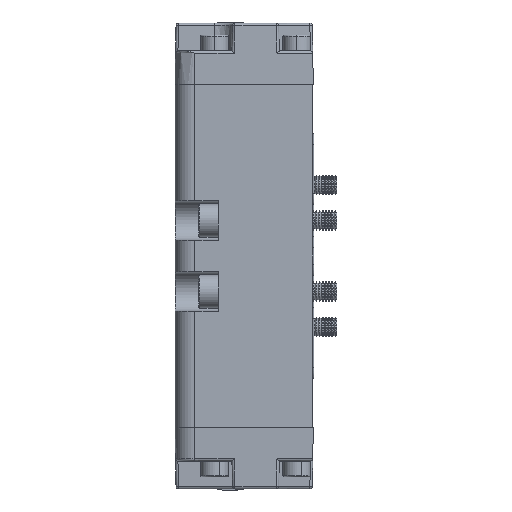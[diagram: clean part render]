
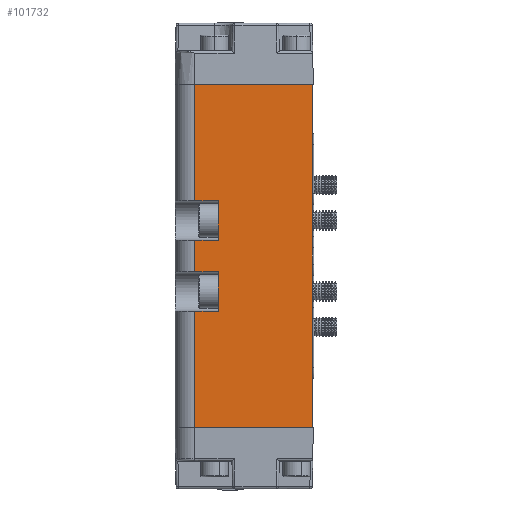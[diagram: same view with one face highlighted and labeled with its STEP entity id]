
A CAD part, left-side view. The second image highlights one B-rep face of the part: STEP entity #101732.
In plain terms, the highlighted planar face has unit normal (-1, 0, 0).
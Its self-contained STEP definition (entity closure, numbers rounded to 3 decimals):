
#1898 = EDGE_CURVE ( 'NONE', #34418, #79542, #35251, .T. ) ;
#2140 = EDGE_CURVE ( 'NONE', #29779, #34418, #10341, .T. ) ;
#3834 = CARTESIAN_POINT ( 'NONE',  ( 0., 29.7, 39.4 ) ) ;
#4174 = ORIENTED_EDGE ( 'NONE', *, *, #2140, .T. ) ;
#8318 = CARTESIAN_POINT ( 'NONE',  ( 0., 0., 86.8 ) ) ;
#8843 = EDGE_CURVE ( 'NONE', #82865, #98057, #75550, .T. ) ;
#9548 = EDGE_CURVE ( 'NONE', #32863, #82865, #77809, .T. ) ;
#10341 = LINE ( 'NONE', #34342, #52436 ) ;
#10679 = CARTESIAN_POINT ( 'NONE',  ( 0., 0., 57.4 ) ) ;
#11388 = ORIENTED_EDGE ( 'NONE', *, *, #9548, .F. ) ;
#13345 = CARTESIAN_POINT ( 'NONE',  ( 0., 0., 86.8 ) ) ;
#14588 = EDGE_CURVE ( 'NONE', #14777, #98057, #42117, .T. ) ;
#14777 = VERTEX_POINT ( 'NONE', #98907 ) ;
#14874 = VERTEX_POINT ( 'NONE', #92221 ) ;
#18715 = DIRECTION ( 'NONE',  ( 0., -1., 0. ) ) ;
#18839 = VECTOR ( 'NONE', #80901, 1000. ) ;
#19088 = ORIENTED_EDGE ( 'NONE', *, *, #1898, .T. ) ;
#19785 = CARTESIAN_POINT ( 'NONE',  ( 0., 29.7, 47.4 ) ) ;
#20118 = DIRECTION ( 'NONE',  ( 0., -1., 0. ) ) ;
#21066 = CARTESIAN_POINT ( 'NONE',  ( 0., 0., 86.8 ) ) ;
#21099 = VECTOR ( 'NONE', #24879, 1000. ) ;
#21363 = DIRECTION ( 'NONE',  ( 1., 0., 0. ) ) ;
#23921 = CARTESIAN_POINT ( 'NONE',  ( 0., 23.7, 86.8 ) ) ;
#24293 = CARTESIAN_POINT ( 'NONE',  ( 0., 0., 0. ) ) ;
#24879 = DIRECTION ( 'NONE',  ( 0., -1., 0. ) ) ;
#25963 = DIRECTION ( 'NONE',  ( 0., 1., 0. ) ) ;
#26478 = ORIENTED_EDGE ( 'NONE', *, *, #72830, .T. ) ;
#28589 = VECTOR ( 'NONE', #18715, 1000. ) ;
#29779 = VERTEX_POINT ( 'NONE', #19785 ) ;
#30947 = CARTESIAN_POINT ( 'NONE',  ( 0., 0., 0. ) ) ;
#31117 = VECTOR ( 'NONE', #64771, 1000. ) ;
#31279 = CARTESIAN_POINT ( 'NONE',  ( 0., 23.7, 39.4 ) ) ;
#32503 = LINE ( 'NONE', #56330, #72006 ) ;
#32747 = FACE_OUTER_BOUND ( 'NONE', #100439, .T. ) ;
#32863 = VERTEX_POINT ( 'NONE', #86399 ) ;
#33650 = CARTESIAN_POINT ( 'NONE',  ( 0., 0., 29.4 ) ) ;
#34015 = DIRECTION ( 'NONE',  ( 0., 0., -1. ) ) ;
#34342 = CARTESIAN_POINT ( 'NONE',  ( 0., 29.7, 86.8 ) ) ;
#34418 = VERTEX_POINT ( 'NONE', #3834 ) ;
#35251 = LINE ( 'NONE', #61878, #51267 ) ;
#36687 = DIRECTION ( 'NONE',  ( 0., 0., -1. ) ) ;
#39864 = LINE ( 'NONE', #33650, #18839 ) ;
#41003 = VERTEX_POINT ( 'NONE', #66361 ) ;
#41490 = CARTESIAN_POINT ( 'NONE',  ( 0., 0., 47.4 ) ) ;
#42117 = LINE ( 'NONE', #24293, #21099 ) ;
#44413 = EDGE_CURVE ( 'NONE', #51038, #29779, #93271, .T. ) ;
#46340 = VERTEX_POINT ( 'NONE', #67429 ) ;
#49722 = EDGE_CURVE ( 'NONE', #51038, #52875, #71563, .T. ) ;
#50577 = VECTOR ( 'NONE', #67426, 1000. ) ;
#51038 = VERTEX_POINT ( 'NONE', #79814 ) ;
#51267 = VECTOR ( 'NONE', #62003, 1000. ) ;
#52436 = VECTOR ( 'NONE', #34015, 1000. ) ;
#52571 = ORIENTED_EDGE ( 'NONE', *, *, #44413, .T. ) ;
#52875 = VERTEX_POINT ( 'NONE', #81227 ) ;
#53271 = ORIENTED_EDGE ( 'NONE', *, *, #58992, .T. ) ;
#55361 = EDGE_CURVE ( 'NONE', #46340, #14777, #32503, .T. ) ;
#56330 = CARTESIAN_POINT ( 'NONE',  ( 0., 29.7, 86.8 ) ) ;
#56849 = VECTOR ( 'NONE', #20118, 1000. ) ;
#57568 = ORIENTED_EDGE ( 'NONE', *, *, #49722, .F. ) ;
#58992 = EDGE_CURVE ( 'NONE', #14874, #52875, #91485, .T. ) ;
#59552 = LINE ( 'NONE', #23921, #80505 ) ;
#59774 = ORIENTED_EDGE ( 'NONE', *, *, #8843, .F. ) ;
#60729 = PLANE ( 'NONE',  #66515 ) ;
#61878 = CARTESIAN_POINT ( 'NONE',  ( 0., 0., 39.4 ) ) ;
#62003 = DIRECTION ( 'NONE',  ( 0., -1., 0. ) ) ;
#62224 = ORIENTED_EDGE ( 'NONE', *, *, #14588, .T. ) ;
#64771 = DIRECTION ( 'NONE',  ( 0., 0., -1. ) ) ;
#65681 = CARTESIAN_POINT ( 'NONE',  ( 0., 0., 86.8 ) ) ;
#66228 = LINE ( 'NONE', #91838, #84667 ) ;
#66361 = CARTESIAN_POINT ( 'NONE',  ( 0., 23.7, 29.4 ) ) ;
#66515 = AXIS2_PLACEMENT_3D ( 'NONE', #13345, #21363, #76572 ) ;
#67426 = DIRECTION ( 'NONE',  ( 0., 0., 1. ) ) ;
#67429 = CARTESIAN_POINT ( 'NONE',  ( 0., 29.7, 29.4 ) ) ;
#69892 = VECTOR ( 'NONE', #25963, 1000. ) ;
#71563 = LINE ( 'NONE', #90857, #50577 ) ;
#72006 = VECTOR ( 'NONE', #95601, 1000. ) ;
#72186 = ORIENTED_EDGE ( 'NONE', *, *, #83367, .F. ) ;
#72830 = EDGE_CURVE ( 'NONE', #41003, #46340, #39864, .T. ) ;
#75550 = LINE ( 'NONE', #65681, #31117 ) ;
#76572 = DIRECTION ( 'NONE',  ( 0., 0., -1. ) ) ;
#77809 = LINE ( 'NONE', #21066, #56849 ) ;
#79087 = DIRECTION ( 'NONE',  ( 0., 0., 1. ) ) ;
#79542 = VERTEX_POINT ( 'NONE', #31279 ) ;
#79814 = CARTESIAN_POINT ( 'NONE',  ( 0., 23.7, 47.4 ) ) ;
#80505 = VECTOR ( 'NONE', #79087, 1000. ) ;
#80901 = DIRECTION ( 'NONE',  ( 0., 1., 0. ) ) ;
#81227 = CARTESIAN_POINT ( 'NONE',  ( 0., 23.7, 57.4 ) ) ;
#82865 = VERTEX_POINT ( 'NONE', #8318 ) ;
#83367 = EDGE_CURVE ( 'NONE', #41003, #79542, #59552, .T. ) ;
#84403 = ORIENTED_EDGE ( 'NONE', *, *, #55361, .T. ) ;
#84667 = VECTOR ( 'NONE', #36687, 1000. ) ;
#86399 = CARTESIAN_POINT ( 'NONE',  ( 0., 29.7, 86.8 ) ) ;
#90857 = CARTESIAN_POINT ( 'NONE',  ( 0., 23.7, 86.8 ) ) ;
#91485 = LINE ( 'NONE', #10679, #28589 ) ;
#91838 = CARTESIAN_POINT ( 'NONE',  ( 0., 29.7, 86.8 ) ) ;
#92221 = CARTESIAN_POINT ( 'NONE',  ( 0., 29.7, 57.4 ) ) ;
#93271 = LINE ( 'NONE', #41490, #69892 ) ;
#95601 = DIRECTION ( 'NONE',  ( 0., 0., -1. ) ) ;
#97690 = ORIENTED_EDGE ( 'NONE', *, *, #101134, .T. ) ;
#98057 = VERTEX_POINT ( 'NONE', #30947 ) ;
#98907 = CARTESIAN_POINT ( 'NONE',  ( 0., 29.7, 0. ) ) ;
#100439 = EDGE_LOOP ( 'NONE', ( #57568, #52571, #4174, #19088, #72186, #26478, #84403, #62224, #59774, #11388, #97690, #53271 ) ) ;
#101134 = EDGE_CURVE ( 'NONE', #32863, #14874, #66228, .T. ) ;
#101732 = ADVANCED_FACE ( 'NONE', ( #32747 ), #60729, .F. ) ;
